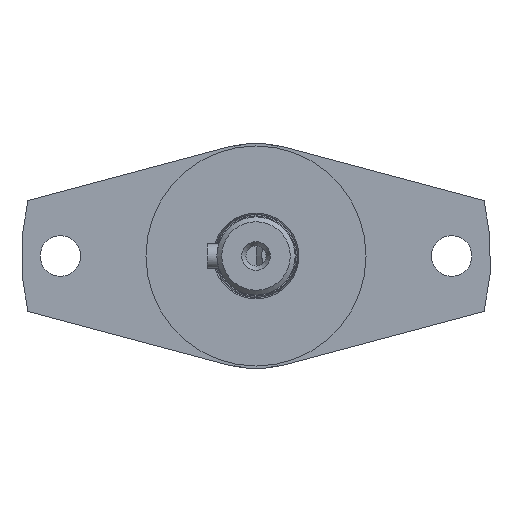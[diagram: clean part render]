
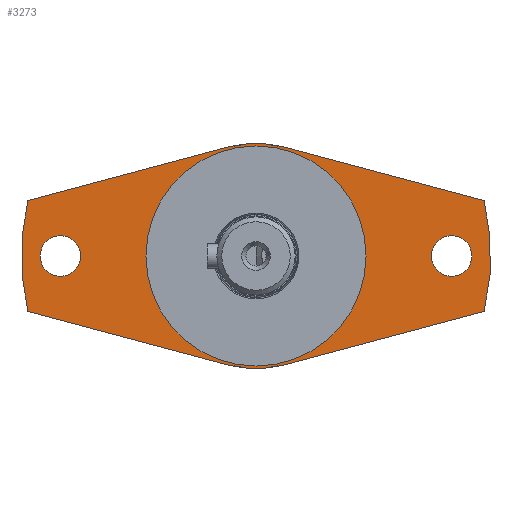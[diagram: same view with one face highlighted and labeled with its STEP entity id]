
A CAD part, left-side view. The second image highlights one B-rep face of the part: STEP entity #3273.
In plain terms, the highlighted planar face has unit normal (-1, 0, 0).
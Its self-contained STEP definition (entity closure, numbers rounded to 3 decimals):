
#253=FACE_BOUND('',#1159,.T.);
#254=FACE_BOUND('',#1160,.T.);
#255=FACE_BOUND('',#1161,.T.);
#510=LINE('',#5564,#769);
#511=LINE('',#5565,#770);
#512=LINE('',#5566,#771);
#513=LINE('',#5567,#772);
#769=VECTOR('',#4457,10.);
#770=VECTOR('',#4458,10.);
#771=VECTOR('',#4459,10.);
#772=VECTOR('',#4460,10.);
#970=FACE_OUTER_BOUND('',#1158,.T.);
#1158=EDGE_LOOP('',(#2913,#2914,#2915,#2916,#2917,#2918,#2919,#2920));
#1159=EDGE_LOOP('',(#2921));
#1160=EDGE_LOOP('',(#2922));
#1161=EDGE_LOOP('',(#2923,#2924));
#1310=CIRCLE('',#3578,23.);
#1312=CIRCLE('',#3580,23.);
#1317=CIRCLE('',#3587,48.);
#1318=CIRCLE('',#3589,22.5);
#1319=CIRCLE('',#3590,22.5);
#1321=CIRCLE('',#3593,48.);
#1324=CIRCLE('',#3598,4.15);
#1325=CIRCLE('',#3599,4.15);
#1613=VERTEX_POINT('',#5510);
#1614=VERTEX_POINT('',#5512);
#1617=VERTEX_POINT('',#5518);
#1618=VERTEX_POINT('',#5520);
#1624=VERTEX_POINT('',#5536);
#1625=VERTEX_POINT('',#5538);
#1626=VERTEX_POINT('',#5542);
#1627=VERTEX_POINT('',#5543);
#1628=VERTEX_POINT('',#5548);
#1631=VERTEX_POINT('',#5553);
#1634=VERTEX_POINT('',#5568);
#1635=VERTEX_POINT('',#5570);
#2048=EDGE_CURVE('',#1614,#1613,#1310,.T.);
#2052=EDGE_CURVE('',#1618,#1617,#1312,.T.);
#2061=EDGE_CURVE('',#1624,#1625,#1317,.T.);
#2063=EDGE_CURVE('',#1626,#1627,#1318,.T.);
#2064=EDGE_CURVE('',#1627,#1626,#1319,.T.);
#2069=EDGE_CURVE('',#1631,#1628,#1321,.T.);
#2074=EDGE_CURVE('',#1624,#1614,#510,.T.);
#2075=EDGE_CURVE('',#1613,#1628,#511,.T.);
#2076=EDGE_CURVE('',#1631,#1618,#512,.T.);
#2077=EDGE_CURVE('',#1617,#1625,#513,.T.);
#2078=EDGE_CURVE('',#1634,#1634,#1324,.T.);
#2079=EDGE_CURVE('',#1635,#1635,#1325,.T.);
#2913=ORIENTED_EDGE('',*,*,#2074,.T.);
#2914=ORIENTED_EDGE('',*,*,#2048,.T.);
#2915=ORIENTED_EDGE('',*,*,#2075,.T.);
#2916=ORIENTED_EDGE('',*,*,#2069,.F.);
#2917=ORIENTED_EDGE('',*,*,#2076,.T.);
#2918=ORIENTED_EDGE('',*,*,#2052,.T.);
#2919=ORIENTED_EDGE('',*,*,#2077,.T.);
#2920=ORIENTED_EDGE('',*,*,#2061,.F.);
#2921=ORIENTED_EDGE('',*,*,#2078,.T.);
#2922=ORIENTED_EDGE('',*,*,#2079,.T.);
#2923=ORIENTED_EDGE('',*,*,#2063,.T.);
#2924=ORIENTED_EDGE('',*,*,#2064,.T.);
#3112=PLANE('',#3597);
#3273=ADVANCED_FACE('',(#970,#253,#254,#255),#3112,.T.);
#3578=AXIS2_PLACEMENT_3D('',#5513,#4405,#4406);
#3580=AXIS2_PLACEMENT_3D('',#5521,#4411,#4412);
#3587=AXIS2_PLACEMENT_3D('',#5539,#4429,#4430);
#3589=AXIS2_PLACEMENT_3D('',#5544,#4434,#4435);
#3590=AXIS2_PLACEMENT_3D('',#5545,#4436,#4437);
#3593=AXIS2_PLACEMENT_3D('',#5555,#4445,#4446);
#3597=AXIS2_PLACEMENT_3D('',#5563,#4455,#4456);
#3598=AXIS2_PLACEMENT_3D('',#5569,#4461,#4462);
#3599=AXIS2_PLACEMENT_3D('',#5571,#4463,#4464);
#4405=DIRECTION('center_axis',(-1.,0.,0.));
#4406=DIRECTION('ref_axis',(0.,0.259,0.966));
#4411=DIRECTION('center_axis',(-1.,0.,0.));
#4412=DIRECTION('ref_axis',(0.,0.259,0.966));
#4429=DIRECTION('center_axis',(1.,0.,0.));
#4430=DIRECTION('ref_axis',(0.,-1.,0.));
#4434=DIRECTION('center_axis',(1.,0.,0.));
#4435=DIRECTION('ref_axis',(0.,-1.,0.));
#4436=DIRECTION('center_axis',(1.,0.,0.));
#4437=DIRECTION('ref_axis',(0.,-1.,0.));
#4445=DIRECTION('center_axis',(1.,0.,0.));
#4446=DIRECTION('ref_axis',(0.,-1.,0.));
#4455=DIRECTION('center_axis',(-1.,0.,0.));
#4456=DIRECTION('ref_axis',(0.,0.,-1.));
#4457=DIRECTION('',(0.,0.966,0.259));
#4458=DIRECTION('',(0.,0.966,-0.259));
#4459=DIRECTION('',(0.,-0.966,-0.259));
#4460=DIRECTION('',(0.,-0.966,0.259));
#4461=DIRECTION('center_axis',(1.,0.,0.));
#4462=DIRECTION('ref_axis',(0.,0.,
1.));
#4463=DIRECTION('center_axis',(1.,0.,0.));
#4464=DIRECTION('ref_axis',(0.,0.,
1.));
#5510=CARTESIAN_POINT('',(-97.5,5.953,22.216));
#5512=CARTESIAN_POINT('',(-97.5,-5.953,22.216));
#5513=CARTESIAN_POINT('Origin',(-97.5,0.,
0.));
#5518=CARTESIAN_POINT('',(-97.5,-5.953,-22.216));
#5520=CARTESIAN_POINT('',(-97.5,5.953,-22.216));
#5521=CARTESIAN_POINT('Origin',(-97.5,0.,
0.));
#5536=CARTESIAN_POINT('',(-97.5,-46.648,11.312));
#5538=CARTESIAN_POINT('',(-97.5,-46.648,-11.312));
#5539=CARTESIAN_POINT('Origin',(-97.5,0.,
0.));
#5542=CARTESIAN_POINT('',(-97.5,-22.5,0.));
#5543=CARTESIAN_POINT('',(-97.5,22.5,0.));
#5544=CARTESIAN_POINT('Origin',(-97.5,0.,
0.));
#5545=CARTESIAN_POINT('Origin',(-97.5,0.,
0.));
#5548=CARTESIAN_POINT('',(-97.5,46.648,11.312));
#5553=CARTESIAN_POINT('',(-97.5,46.648,-11.312));
#5555=CARTESIAN_POINT('Origin',(-97.5,0.,
0.));
#5563=CARTESIAN_POINT('Origin',(-97.5,-35.25,0.));
#5564=CARTESIAN_POINT('',(-97.5,-45.921,11.507));
#5565=CARTESIAN_POINT('',(-97.5,-10.492,26.623));
#5566=CARTESIAN_POINT('',(-97.5,13.032,-20.319));
#5567=CARTESIAN_POINT('',(-97.5,-22.397,-17.81));
#5568=CARTESIAN_POINT('',(-97.5,40.,-4.15));
#5569=CARTESIAN_POINT('Origin',(-97.5,40.,0.));
#5570=CARTESIAN_POINT('',(-97.5,-40.,-4.15));
#5571=CARTESIAN_POINT('Origin',(-97.5,-40.,0.));
